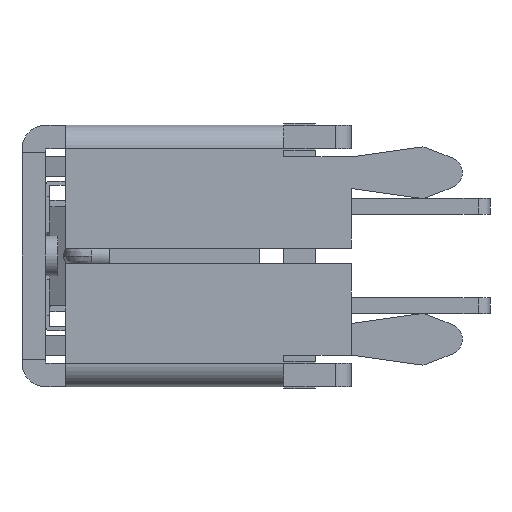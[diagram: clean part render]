
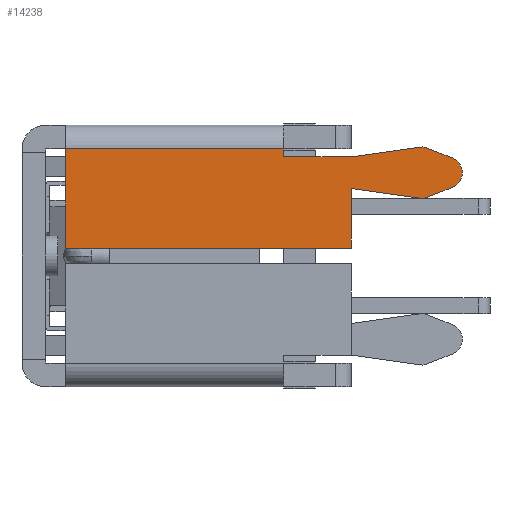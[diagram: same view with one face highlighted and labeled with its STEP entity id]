
A CAD part, left-side view. The second image highlights one B-rep face of the part: STEP entity #14238.
In plain terms, the highlighted planar face has unit normal (-1, 0, 0).
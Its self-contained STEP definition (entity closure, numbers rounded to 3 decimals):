
#62 = DIRECTION ( 'NONE',  ( 0., -0.99, 0.139 ) ) ;
#110 = DIRECTION ( 'NONE',  ( 0., 1., 0. ) ) ;
#913 = CARTESIAN_POINT ( 'NONE',  ( -6.05, 5.7, 1.65 ) ) ;
#1126 = AXIS2_PLACEMENT_3D ( 'NONE', #5935, #24291, #8595 ) ;
#1153 = CARTESIAN_POINT ( 'NONE',  ( -6.05, -3.272, 4.198 ) ) ;
#1191 = EDGE_CURVE ( 'NONE', #13812, #23698, #7780, .T. ) ;
#1426 = DIRECTION ( 'NONE',  ( 0., -0.931, -0.365 ) ) ;
#1434 = CARTESIAN_POINT ( 'NONE',  ( -6.05, 5.7, 4.75 ) ) ;
#2109 = LINE ( 'NONE', #15009, #15217 ) ;
#2164 = DIRECTION ( 'NONE',  ( 0., -1., 0. ) ) ;
#2295 = CARTESIAN_POINT ( 'NONE',  ( -6.05, -4.046, 3.922 ) ) ;
#2633 = VERTEX_POINT ( 'NONE', #13705 ) ;
#2987 = ORIENTED_EDGE ( 'NONE', *, *, #31633, .F. ) ;
#3832 = EDGE_CURVE ( 'NONE', #2633, #22067, #2109, .T. ) ;
#3887 = ORIENTED_EDGE ( 'NONE', *, *, #22626, .F. ) ;
#4071 = DIRECTION ( 'NONE',  ( 0., 0., 1. ) ) ;
#4817 = ORIENTED_EDGE ( 'NONE', *, *, #9522, .F. ) ;
#4898 = CARTESIAN_POINT ( 'NONE',  ( -6.05, -1.5, 1.65 ) ) ;
#5791 = VECTOR ( 'NONE', #23350, 1000. ) ;
#5935 = CARTESIAN_POINT ( 'NONE',  ( -6.05, -3.9, 3.55 ) ) ;
#6590 = CARTESIAN_POINT ( 'NONE',  ( -6.05, 5.7, 4.75 ) ) ;
#6745 = CARTESIAN_POINT ( 'NONE',  ( -6.05, 5.7, 1.65 ) ) ;
#6872 = FACE_OUTER_BOUND ( 'NONE', #9856, .T. ) ;
#7328 = VERTEX_POINT ( 'NONE', #32992 ) ;
#7780 = LINE ( 'NONE', #1153, #14748 ) ;
#8176 = VERTEX_POINT ( 'NONE', #25828 ) ;
#8595 = DIRECTION ( 'NONE',  ( 0., 1., 0. ) ) ;
#8937 = ORIENTED_EDGE ( 'NONE', *, *, #3832, .T. ) ;
#9208 = CARTESIAN_POINT ( 'NONE',  ( -6.05, -3.272, 2.902 ) ) ;
#9216 = DIRECTION ( 'NONE',  ( 1., 0., 0. ) ) ;
#9223 = DIRECTION ( 'NONE',  ( 0., 0., 1. ) ) ;
#9305 = CARTESIAN_POINT ( 'NONE',  ( -6.05, -3.272, 4.198 ) ) ;
#9522 = EDGE_CURVE ( 'NONE', #31532, #24775, #25644, .T. ) ;
#9856 = EDGE_LOOP ( 'NONE', ( #26875, #8937, #31349, #28407, #4817, #31111, #3887, #2987, #14083, #28640, #22044, #20625, #31574 ) ) ;
#10271 = VECTOR ( 'NONE', #29137, 1000. ) ;
#10393 = EDGE_CURVE ( 'NONE', #8176, #22067, #18570, .T. ) ;
#11395 = EDGE_CURVE ( 'NONE', #31532, #28727, #18065, .T. ) ;
#12790 = CARTESIAN_POINT ( 'NONE',  ( -6.05, -1.5, 3.95 ) ) ;
#12904 = VECTOR ( 'NONE', #24263, 1000. ) ;
#12980 = VERTEX_POINT ( 'NONE', #9208 ) ;
#13705 = CARTESIAN_POINT ( 'NONE',  ( -6.05, 0.2, 3.95 ) ) ;
#13812 = VERTEX_POINT ( 'NONE', #12790 ) ;
#14083 = ORIENTED_EDGE ( 'NONE', *, *, #30125, .F. ) ;
#14238 = ADVANCED_FACE ( 'NONE', ( #6872 ), #24912, .T. ) ;
#14486 = CARTESIAN_POINT ( 'NONE',  ( -6.05, -4.046, 3.922 ) ) ;
#14748 = VECTOR ( 'NONE', #62, 1000. ) ;
#15009 = CARTESIAN_POINT ( 'NONE',  ( -6.05, 0.2, 4.75 ) ) ;
#15217 = VECTOR ( 'NONE', #20253, 1000. ) ;
#15266 = AXIS2_PLACEMENT_3D ( 'NONE', #1434, #19737, #4071 ) ;
#15621 = CIRCLE ( 'NONE', #1126, 0.4 ) ;
#15708 = CARTESIAN_POINT ( 'NONE',  ( -6.05, 0.2, 4.15 ) ) ;
#15785 = DIRECTION ( 'NONE',  ( 1., 0., 0. ) ) ;
#15820 = CARTESIAN_POINT ( 'NONE',  ( -6.05, -1.5, 3.15 ) ) ;
#16245 = DIRECTION ( 'NONE',  ( 0., 1., 0. ) ) ;
#16290 = CIRCLE ( 'NONE', #33337, 0.2 ) ;
#16422 = LINE ( 'NONE', #33586, #30309 ) ;
#17123 = EDGE_CURVE ( 'NONE', #24775, #8176, #27837, .T. ) ;
#17734 = VECTOR ( 'NONE', #32132, 1000. ) ;
#18065 = LINE ( 'NONE', #23868, #10271 ) ;
#18570 = LINE ( 'NONE', #29528, #17734 ) ;
#18996 = VERTEX_POINT ( 'NONE', #2295 ) ;
#19737 = DIRECTION ( 'NONE',  ( -1., 0., 0. ) ) ;
#20253 = DIRECTION ( 'NONE',  ( 0., 0., 1. ) ) ;
#20625 = ORIENTED_EDGE ( 'NONE', *, *, #27901, .F. ) ;
#21293 = VERTEX_POINT ( 'NONE', #30170 ) ;
#21636 = CARTESIAN_POINT ( 'NONE',  ( -6.05, -3.373, 2.914 ) ) ;
#22044 = ORIENTED_EDGE ( 'NONE', *, *, #24162, .F. ) ;
#22067 = VERTEX_POINT ( 'NONE', #15708 ) ;
#22626 = EDGE_CURVE ( 'NONE', #12980, #28727, #33610, .T. ) ;
#23350 = DIRECTION ( 'NONE',  ( 0., 0.99, 0.139 ) ) ;
#23698 = VERTEX_POINT ( 'NONE', #9305 ) ;
#23868 = CARTESIAN_POINT ( 'NONE',  ( -6.05, -1.5, 4.75 ) ) ;
#24162 = EDGE_CURVE ( 'NONE', #26943, #18996, #30518, .T. ) ;
#24263 = DIRECTION ( 'NONE',  ( 0., 0.931, -0.365 ) ) ;
#24291 = DIRECTION ( 'NONE',  ( 1., 0., 0. ) ) ;
#24775 = VERTEX_POINT ( 'NONE', #6745 ) ;
#24912 = PLANE ( 'NONE',  #15266 ) ;
#24926 = CARTESIAN_POINT ( 'NONE',  ( -6.05, -3.3, 4. ) ) ;
#25644 = LINE ( 'NONE', #913, #32556 ) ;
#25828 = CARTESIAN_POINT ( 'NONE',  ( -6.05, 5.7, 4.15 ) ) ;
#26856 = LINE ( 'NONE', #21636, #12904 ) ;
#26875 = ORIENTED_EDGE ( 'NONE', *, *, #26962, .F. ) ;
#26943 = VERTEX_POINT ( 'NONE', #33355 ) ;
#26962 = EDGE_CURVE ( 'NONE', #2633, #13812, #16422, .T. ) ;
#27039 = VECTOR ( 'NONE', #9223, 1000. ) ;
#27198 = AXIS2_PLACEMENT_3D ( 'NONE', #31444, #15785, #110 ) ;
#27572 = DIRECTION ( 'NONE',  ( 0., 1., 0. ) ) ;
#27837 = LINE ( 'NONE', #6590, #27039 ) ;
#27901 = EDGE_CURVE ( 'NONE', #23698, #26943, #16290, .T. ) ;
#27904 = CIRCLE ( 'NONE', #27198, 0.2 ) ;
#28407 = ORIENTED_EDGE ( 'NONE', *, *, #17123, .F. ) ;
#28640 = ORIENTED_EDGE ( 'NONE', *, *, #33876, .F. ) ;
#28727 = VERTEX_POINT ( 'NONE', #15820 ) ;
#29137 = DIRECTION ( 'NONE',  ( 0., 0., 1. ) ) ;
#29528 = CARTESIAN_POINT ( 'NONE',  ( -6.05, 5.95, 4.15 ) ) ;
#30125 = EDGE_CURVE ( 'NONE', #7328, #21293, #26856, .T. ) ;
#30170 = CARTESIAN_POINT ( 'NONE',  ( -6.05, -3.373, 2.914 ) ) ;
#30309 = VECTOR ( 'NONE', #2164, 1000. ) ;
#30518 = LINE ( 'NONE', #14486, #31346 ) ;
#30977 = CARTESIAN_POINT ( 'NONE',  ( -6.05, -1.5, 3.15 ) ) ;
#31111 = ORIENTED_EDGE ( 'NONE', *, *, #11395, .T. ) ;
#31346 = VECTOR ( 'NONE', #1426, 1000. ) ;
#31349 = ORIENTED_EDGE ( 'NONE', *, *, #10393, .F. ) ;
#31444 = CARTESIAN_POINT ( 'NONE',  ( -6.05, -3.3, 3.1 ) ) ;
#31532 = VERTEX_POINT ( 'NONE', #4898 ) ;
#31574 = ORIENTED_EDGE ( 'NONE', *, *, #1191, .F. ) ;
#31633 = EDGE_CURVE ( 'NONE', #21293, #12980, #27904, .T. ) ;
#32132 = DIRECTION ( 'NONE',  ( 0., -1., 0. ) ) ;
#32556 = VECTOR ( 'NONE', #16245, 1000. ) ;
#32992 = CARTESIAN_POINT ( 'NONE',  ( -6.05, -4.046, 3.178 ) ) ;
#33337 = AXIS2_PLACEMENT_3D ( 'NONE', #24926, #9216, #27572 ) ;
#33355 = CARTESIAN_POINT ( 'NONE',  ( -6.05, -3.373, 4.186 ) ) ;
#33586 = CARTESIAN_POINT ( 'NONE',  ( -6.05, -1.5, 3.95 ) ) ;
#33610 = LINE ( 'NONE', #30977, #5791 ) ;
#33876 = EDGE_CURVE ( 'NONE', #18996, #7328, #15621, .T. ) ;
